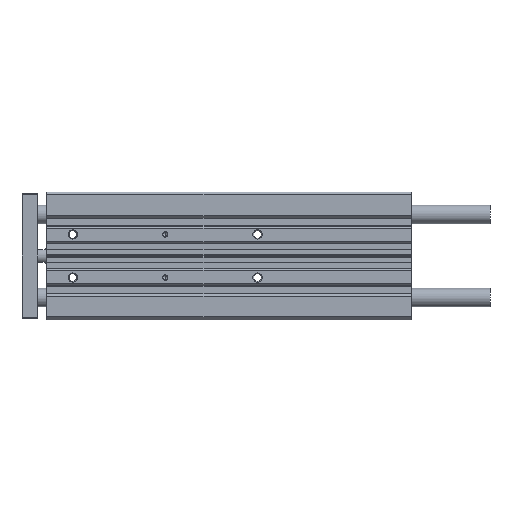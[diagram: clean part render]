
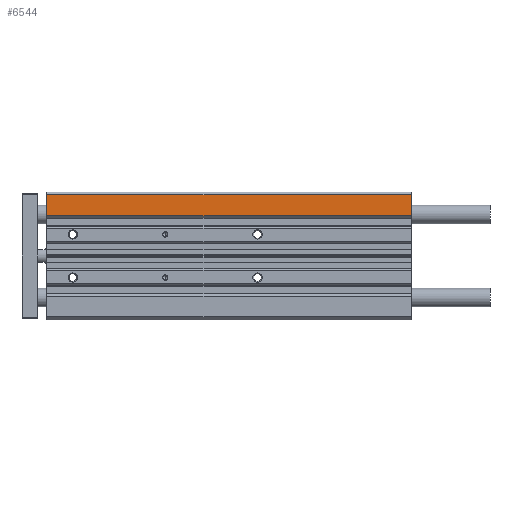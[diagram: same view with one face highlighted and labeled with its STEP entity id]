
A CAD part, front view. The second image highlights one B-rep face of the part: STEP entity #6544.
In plain terms, the highlighted planar face has unit normal (0, -1, 0).
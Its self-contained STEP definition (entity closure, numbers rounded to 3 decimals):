
#188 = CARTESIAN_POINT ( 'NONE',  ( 237., -18., 26. ) ) ;
#656 = VECTOR ( 'NONE', #6813, 1000. ) ;
#797 = EDGE_CURVE ( 'NONE', #10001, #9932, #6751, .T. ) ;
#1434 = DIRECTION ( 'NONE',  ( 0., -1., 0. ) ) ;
#1436 = DIRECTION ( 'NONE',  ( 0., 0., -1. ) ) ;
#1921 = EDGE_LOOP ( 'NONE', ( #3581, #9153, #3048, #5248 ) ) ;
#3048 = ORIENTED_EDGE ( 'NONE', *, *, #5811, .F. ) ;
#3197 = FACE_OUTER_BOUND ( 'NONE', #1921, .T. ) ;
#3260 = LINE ( 'NONE', #8215, #5280 ) ;
#3570 = CARTESIAN_POINT ( 'NONE',  ( 237., -18., 39.9 ) ) ;
#3581 = ORIENTED_EDGE ( 'NONE', *, *, #4327, .T. ) ;
#3699 = CARTESIAN_POINT ( 'NONE',  ( 0., -18., 26. ) ) ;
#4327 = EDGE_CURVE ( 'NONE', #11258, #9932, #4927, .T. ) ;
#4927 = LINE ( 'NONE', #7638, #656 ) ;
#5195 = LINE ( 'NONE', #11915, #11665 ) ;
#5248 = ORIENTED_EDGE ( 'NONE', *, *, #8617, .T. ) ;
#5280 = VECTOR ( 'NONE', #1436, 1000. ) ;
#5797 = DIRECTION ( 'NONE',  ( -1., 0., 0. ) ) ;
#5811 = EDGE_CURVE ( 'NONE', #9748, #10001, #3260, .T. ) ;
#6133 = CARTESIAN_POINT ( 'NONE',  ( 0., -18., 26. ) ) ;
#6544 = ADVANCED_FACE ( 'NONE', ( #3197 ), #9895, .T. ) ;
#6612 = VECTOR ( 'NONE', #5797, 1000. ) ;
#6751 = LINE ( 'NONE', #8772, #6612 ) ;
#6813 = DIRECTION ( 'NONE',  ( 0., 0., -1. ) ) ;
#7638 = CARTESIAN_POINT ( 'NONE',  ( 0., -18., 26. ) ) ;
#8215 = CARTESIAN_POINT ( 'NONE',  ( 237., -18., 0. ) ) ;
#8617 = EDGE_CURVE ( 'NONE', #9748, #11258, #5195, .T. ) ;
#8772 = CARTESIAN_POINT ( 'NONE',  ( 0., -18., 26. ) ) ;
#9091 = DIRECTION ( 'NONE',  ( 0., 0., -1. ) ) ;
#9153 = ORIENTED_EDGE ( 'NONE', *, *, #797, .F. ) ;
#9414 = DIRECTION ( 'NONE',  ( -1., 0., 0. ) ) ;
#9748 = VERTEX_POINT ( 'NONE', #3570 ) ;
#9895 = PLANE ( 'NONE',  #11918 ) ;
#9932 = VERTEX_POINT ( 'NONE', #3699 ) ;
#10001 = VERTEX_POINT ( 'NONE', #188 ) ;
#11258 = VERTEX_POINT ( 'NONE', #11735 ) ;
#11665 = VECTOR ( 'NONE', #9414, 1000. ) ;
#11735 = CARTESIAN_POINT ( 'NONE',  ( 0., -18., 39.9 ) ) ;
#11915 = CARTESIAN_POINT ( 'NONE',  ( 0., -18., 39.9 ) ) ;
#11918 = AXIS2_PLACEMENT_3D ( 'NONE', #6133, #1434, #9091 ) ;
